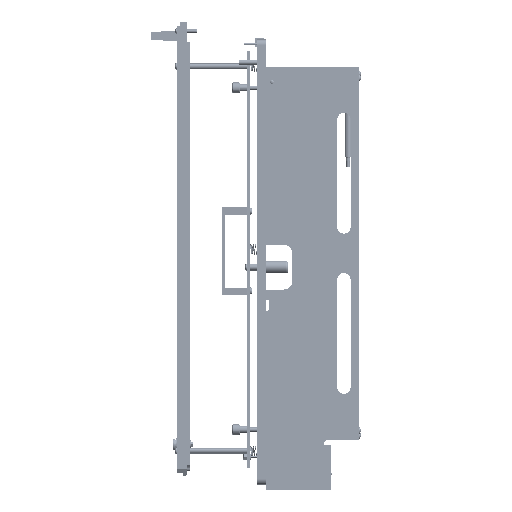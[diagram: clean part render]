
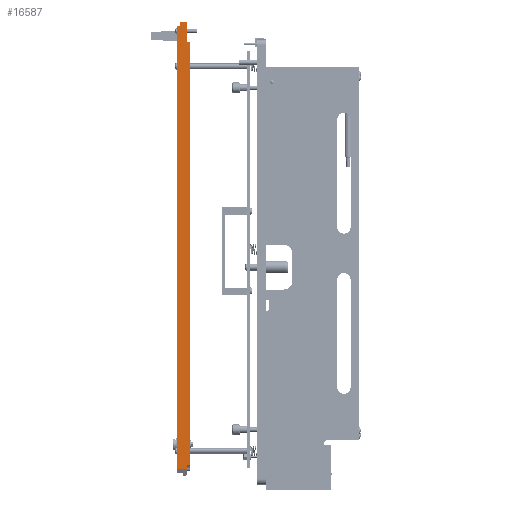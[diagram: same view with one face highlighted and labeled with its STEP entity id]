
A CAD part, left-side view. The second image highlights one B-rep face of the part: STEP entity #16587.
In plain terms, the highlighted face is planar.
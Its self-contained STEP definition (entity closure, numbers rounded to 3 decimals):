
#1179 = EDGE_CURVE ( 'NONE', #16940, #11349, #53775, .T. ) ;
#1350 = LINE ( 'NONE', #9007, #53293 ) ;
#1582 = CARTESIAN_POINT ( 'NONE',  ( 340.5, -7.4, 241.55 ) ) ;
#1627 = DIRECTION ( 'NONE',  ( 0., 0., 1. ) ) ;
#3136 = PLANE ( 'NONE',  #24793 ) ;
#3683 = LINE ( 'NONE', #46115, #27940 ) ;
#4263 = ORIENTED_EDGE ( 'NONE', *, *, #10123, .F. ) ;
#5594 = DIRECTION ( 'NONE',  ( 0., 0., 1. ) ) ;
#5611 = VECTOR ( 'NONE', #23594, 1000. ) ;
#5916 = VERTEX_POINT ( 'NONE', #31707 ) ;
#6816 = CARTESIAN_POINT ( 'NONE',  ( 340.5, 3.2, -253.55 ) ) ;
#6818 = EDGE_CURVE ( 'NONE', #50429, #52919, #7122, .T. ) ;
#7122 = LINE ( 'NONE', #24418, #36843 ) ;
#7366 = DIRECTION ( 'NONE',  ( 0., -1., 0. ) ) ;
#7636 = LINE ( 'NONE', #29720, #30637 ) ;
#7641 = FACE_OUTER_BOUND ( 'NONE', #36063, .T. ) ;
#7925 = CARTESIAN_POINT ( 'NONE',  ( 340.5, 7.5, 253.55 ) ) ;
#8282 = VERTEX_POINT ( 'NONE', #15186 ) ;
#9007 = CARTESIAN_POINT ( 'NONE',  ( 340.5, -4.3, -253.55 ) ) ;
#9098 = ORIENTED_EDGE ( 'NONE', *, *, #31963, .T. ) ;
#10123 = EDGE_CURVE ( 'NONE', #52605, #8282, #34627, .T. ) ;
#10208 = ORIENTED_EDGE ( 'NONE', *, *, #32751, .T. ) ;
#10359 = CARTESIAN_POINT ( 'NONE',  ( 340.5, 7.5, -249.55 ) ) ;
#10734 = VERTEX_POINT ( 'NONE', #36143 ) ;
#11349 = VERTEX_POINT ( 'NONE', #55693 ) ;
#11477 = LINE ( 'NONE', #50185, #27707 ) ;
#11550 = VECTOR ( 'NONE', #55083, 1000. ) ;
#12099 = EDGE_CURVE ( 'NONE', #50429, #15652, #23155, .T. ) ;
#12806 = EDGE_CURVE ( 'NONE', #52919, #5916, #17580, .T. ) ;
#13113 = DIRECTION ( 'NONE',  ( 0., 0., 1. ) ) ;
#13622 = ORIENTED_EDGE ( 'NONE', *, *, #45834, .F. ) ;
#13850 = CARTESIAN_POINT ( 'NONE',  ( 340.5, -7.5, 253.55 ) ) ;
#14777 = LINE ( 'NONE', #32064, #46763 ) ;
#15186 = CARTESIAN_POINT ( 'NONE',  ( 340.5, -4.3, 245.55 ) ) ;
#15652 = VERTEX_POINT ( 'NONE', #1582 ) ;
#15740 = ORIENTED_EDGE ( 'NONE', *, *, #6818, .T. ) ;
#16273 = DIRECTION ( 'NONE',  ( 0., 0., -1. ) ) ;
#16587 = ADVANCED_FACE ( 'NONE', ( #7641 ), #3136, .F. ) ;
#16784 = ORIENTED_EDGE ( 'NONE', *, *, #42764, .F. ) ;
#16940 = VERTEX_POINT ( 'NONE', #10359 ) ;
#17580 = LINE ( 'NONE', #13850, #30792 ) ;
#17744 = CARTESIAN_POINT ( 'NONE',  ( 340.5, -7.4, 171.55 ) ) ;
#18775 = CARTESIAN_POINT ( 'NONE',  ( 340.5, 7.5, -249.55 ) ) ;
#19442 = LINE ( 'NONE', #48812, #20799 ) ;
#19890 = EDGE_CURVE ( 'NONE', #52605, #15652, #14777, .T. ) ;
#20799 = VECTOR ( 'NONE', #23115, 1000. ) ;
#23115 = DIRECTION ( 'NONE',  ( 0., 1., 0. ) ) ;
#23155 = LINE ( 'NONE', #40388, #36129 ) ;
#23594 = DIRECTION ( 'NONE',  ( 0., -1., 0. ) ) ;
#23853 = DIRECTION ( 'NONE',  ( 0., -1., 0. ) ) ;
#24418 = CARTESIAN_POINT ( 'NONE',  ( 340.5, -7.4, 171.55 ) ) ;
#24793 = AXIS2_PLACEMENT_3D ( 'NONE', #7925, #33675, #42153 ) ;
#25668 = CARTESIAN_POINT ( 'NONE',  ( 340.5, -4.3, -231.55 ) ) ;
#26354 = ORIENTED_EDGE ( 'NONE', *, *, #1179, .F. ) ;
#26692 = ORIENTED_EDGE ( 'NONE', *, *, #31947, .F. ) ;
#27707 = VECTOR ( 'NONE', #16273, 1000. ) ;
#27940 = VECTOR ( 'NONE', #7366, 1000. ) ;
#28482 = ORIENTED_EDGE ( 'NONE', *, *, #12806, .T. ) ;
#29720 = CARTESIAN_POINT ( 'NONE',  ( 340.5, 7.5, 245.55 ) ) ;
#30543 = LINE ( 'NONE', #37911, #11550 ) ;
#30637 = VECTOR ( 'NONE', #42147, 1000. ) ;
#30792 = VECTOR ( 'NONE', #39353, 1000. ) ;
#31281 = VERTEX_POINT ( 'NONE', #49838 ) ;
#31707 = CARTESIAN_POINT ( 'NONE',  ( 340.5, -7.5, -231.55 ) ) ;
#31947 = EDGE_CURVE ( 'NONE', #35869, #5916, #3683, .T. ) ;
#31963 = EDGE_CURVE ( 'NONE', #10734, #8282, #7636, .T. ) ;
#32064 = CARTESIAN_POINT ( 'NONE',  ( 340.5, 12.253, 241.55 ) ) ;
#32751 = EDGE_CURVE ( 'NONE', #31281, #46236, #19442, .T. ) ;
#32798 = CARTESIAN_POINT ( 'NONE',  ( 340.5, -4.3, 241.55 ) ) ;
#33675 = DIRECTION ( 'NONE',  ( -1., 0., 0. ) ) ;
#34627 = LINE ( 'NONE', #51835, #51347 ) ;
#35869 = VERTEX_POINT ( 'NONE', #25668 ) ;
#36063 = EDGE_LOOP ( 'NONE', ( #44249, #15740, #28482, #26692, #16784, #10208, #13622, #26354, #37944, #9098, #4263, #49918 ) ) ;
#36129 = VECTOR ( 'NONE', #1627, 1000. ) ;
#36143 = CARTESIAN_POINT ( 'NONE',  ( 340.5, 7.5, 245.55 ) ) ;
#36843 = VECTOR ( 'NONE', #23853, 1000. ) ;
#37911 = CARTESIAN_POINT ( 'NONE',  ( 340.5, 7.5, 253.55 ) ) ;
#37944 = ORIENTED_EDGE ( 'NONE', *, *, #55674, .T. ) ;
#39353 = DIRECTION ( 'NONE',  ( 0., 0., -1. ) ) ;
#40076 = CARTESIAN_POINT ( 'NONE',  ( 340.5, -7.5, 171.55 ) ) ;
#40388 = CARTESIAN_POINT ( 'NONE',  ( 340.5, -7.4, 253.55 ) ) ;
#42147 = DIRECTION ( 'NONE',  ( 0., -1., 0. ) ) ;
#42153 = DIRECTION ( 'NONE',  ( 0., 0., 1. ) ) ;
#42764 = EDGE_CURVE ( 'NONE', #31281, #35869, #1350, .T. ) ;
#44249 = ORIENTED_EDGE ( 'NONE', *, *, #12099, .F. ) ;
#45834 = EDGE_CURVE ( 'NONE', #11349, #46236, #11477, .T. ) ;
#46115 = CARTESIAN_POINT ( 'NONE',  ( 340.5, -7.5, -231.55 ) ) ;
#46236 = VERTEX_POINT ( 'NONE', #6816 ) ;
#46763 = VECTOR ( 'NONE', #49263, 1000. ) ;
#48812 = CARTESIAN_POINT ( 'NONE',  ( 340.5, -7.5, -253.55 ) ) ;
#49263 = DIRECTION ( 'NONE',  ( 0., -1., 0. ) ) ;
#49838 = CARTESIAN_POINT ( 'NONE',  ( 340.5, -4.3, -253.55 ) ) ;
#49918 = ORIENTED_EDGE ( 'NONE', *, *, #19890, .T. ) ;
#50185 = CARTESIAN_POINT ( 'NONE',  ( 340.5, 3.2, -253.55 ) ) ;
#50429 = VERTEX_POINT ( 'NONE', #17744 ) ;
#51347 = VECTOR ( 'NONE', #13113, 1000. ) ;
#51835 = CARTESIAN_POINT ( 'NONE',  ( 340.5, -4.3, 241.55 ) ) ;
#52605 = VERTEX_POINT ( 'NONE', #32798 ) ;
#52919 = VERTEX_POINT ( 'NONE', #40076 ) ;
#53293 = VECTOR ( 'NONE', #5594, 1000. ) ;
#53775 = LINE ( 'NONE', #18775, #5611 ) ;
#55083 = DIRECTION ( 'NONE',  ( 0., 0., 1. ) ) ;
#55674 = EDGE_CURVE ( 'NONE', #16940, #10734, #30543, .T. ) ;
#55693 = CARTESIAN_POINT ( 'NONE',  ( 340.5, 3.2, -249.55 ) ) ;
